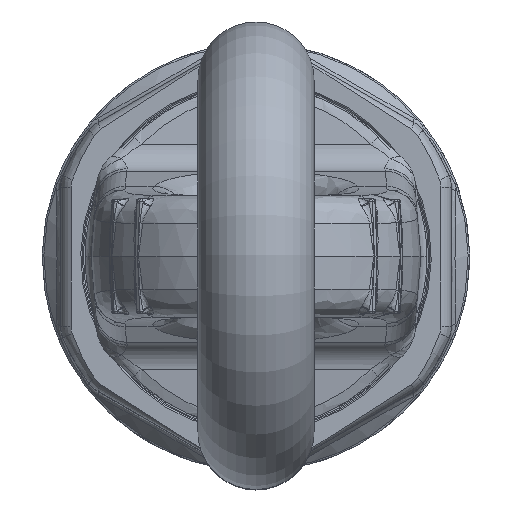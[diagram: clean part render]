
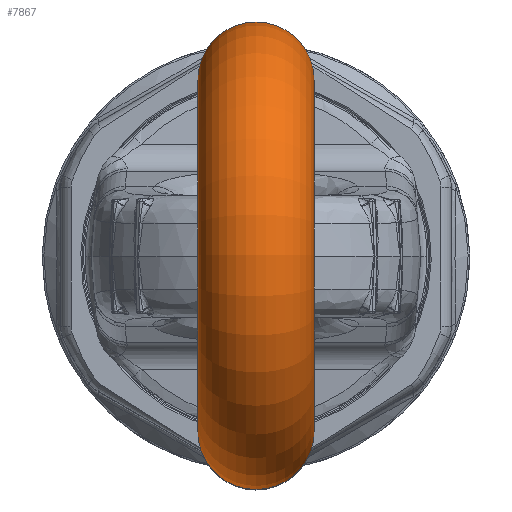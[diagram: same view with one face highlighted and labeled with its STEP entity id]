
A CAD part, top view. The second image highlights one B-rep face of the part: STEP entity #7867.
In plain terms, the highlighted toroidal (fillet/blend) face has major radius 28.779 mm and minor radius 9.5 mm.
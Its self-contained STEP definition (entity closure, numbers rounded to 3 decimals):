
#7752=CARTESIAN_POINT('Vertex',(9.5,28.779,46.779)) ;
#7759=CARTESIAN_POINT('Vertex',(-9.5,28.779,46.779)) ;
#7774=CARTESIAN_POINT('Axis2P3D Location',(0.,0.,46.779)) ;
#7779=CARTESIAN_POINT('Axis2P3D Location',(-9.5,0.,46.779)) ;
#7783=CARTESIAN_POINT('Vertex',(-9.5,-28.779,46.779)) ;
#7786=CARTESIAN_POINT('Axis2P3D Location',(9.5,0.,46.779)) ;
#7790=CARTESIAN_POINT('Vertex',(9.5,-28.779,46.779)) ;
#7844=CARTESIAN_POINT('Axis2P3D Location',(0.,28.779,46.779)) ;
#7856=CARTESIAN_POINT('Axis2P3D Location',(0.,-28.779,46.779)) ;
#7775=DIRECTION('Axis2P3D Direction',(1.,0.,0.)) ;
#7776=DIRECTION('Axis2P3D XDirection',(0.,1.,0.)) ;
#7780=DIRECTION('Axis2P3D Direction',(1.,0.,0.)) ;
#7787=DIRECTION('Axis2P3D Direction',(1.,0.,0.)) ;
#7845=DIRECTION('Axis2P3D Direction',(0.,0.,1.)) ;
#7857=DIRECTION('Axis2P3D Direction',(0.,0.,1.)) ;
#7777=AXIS2_PLACEMENT_3D('Torus Axis2P3D',#7774,#7775,#7776) ;
#7781=AXIS2_PLACEMENT_3D('Circle Axis2P3D',#7779,#7780,$) ;
#7788=AXIS2_PLACEMENT_3D('Circle Axis2P3D',#7786,#7787,$) ;
#7846=AXIS2_PLACEMENT_3D('Circle Axis2P3D',#7844,#7845,$) ;
#7858=AXIS2_PLACEMENT_3D('Circle Axis2P3D',#7856,#7857,$) ;
#7862=ORIENTED_EDGE('',*,*,#7792,.F.) ;
#7863=ORIENTED_EDGE('',*,*,#7848,.T.) ;
#7864=ORIENTED_EDGE('',*,*,#7785,.T.) ;
#7865=ORIENTED_EDGE('',*,*,#7860,.F.) ;
#7867=ADVANCED_FACE('\X2\710A63A574B0\X0\',(#7866),#7778,.T.) ;
#7782=CIRCLE('generated circle',#7781,28.779) ;
#7789=CIRCLE('generated circle',#7788,28.779) ;
#7847=CIRCLE('generated circle',#7846,9.5) ;
#7859=CIRCLE('generated circle',#7858,9.5) ;
#7778=TOROIDAL_SURFACE('homeo Torus',#7777,28.779,9.5) ;
#7785=EDGE_CURVE('',#7760,#7784,#7782,.T.) ;
#7792=EDGE_CURVE('',#7753,#7791,#7789,.T.) ;
#7848=EDGE_CURVE('',#7753,#7760,#7847,.T.) ;
#7860=EDGE_CURVE('',#7791,#7784,#7859,.F.) ;
#7861=EDGE_LOOP('',(#7862,#7863,#7864,#7865)) ;
#7866=FACE_OUTER_BOUND('',#7861,.T.) ;
#7753=VERTEX_POINT('',#7752) ;
#7760=VERTEX_POINT('',#7759) ;
#7784=VERTEX_POINT('',#7783) ;
#7791=VERTEX_POINT('',#7790) ;
